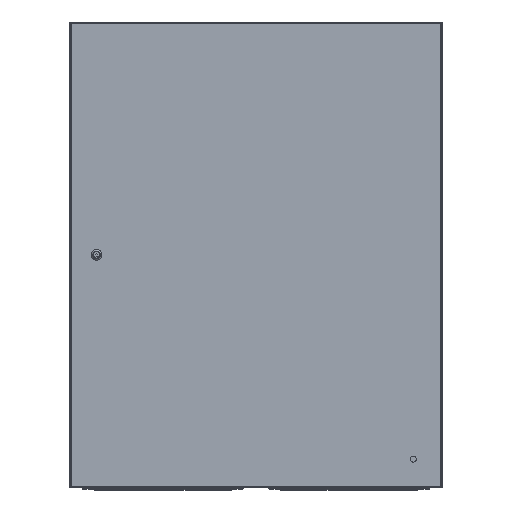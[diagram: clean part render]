
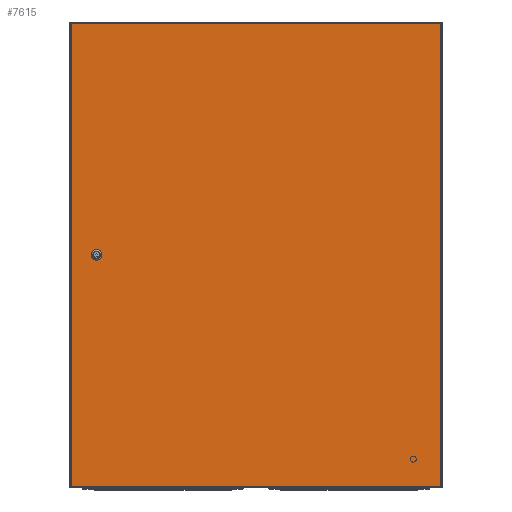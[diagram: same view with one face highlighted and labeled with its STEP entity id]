
A CAD part, top view. The second image highlights one B-rep face of the part: STEP entity #7615.
In plain terms, the highlighted planar face has unit normal (0, 0, 1).
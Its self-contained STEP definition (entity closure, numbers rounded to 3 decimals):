
#1603 = LINE ( 'NONE', #15494, #32921 ) ;
#2408 = ORIENTED_EDGE ( 'NONE', *, *, #11768, .T. ) ;
#2500 = CARTESIAN_POINT ( 'NONE',  ( -354., 0., 0. ) ) ;
#3220 = ORIENTED_EDGE ( 'NONE', *, *, #28015, .F. ) ;
#3767 = VECTOR ( 'NONE', #18874, 1000. ) ;
#4070 = EDGE_LOOP ( 'NONE', ( #8995, #3220 ) ) ;
#5643 = CIRCLE ( 'NONE', #39529, 11.5 ) ;
#5683 = ORIENTED_EDGE ( 'NONE', *, *, #40689, .T. ) ;
#6069 = CARTESIAN_POINT ( 'NONE',  ( 397.5, 498.5, 0. ) ) ;
#6623 = AXIS2_PLACEMENT_3D ( 'NONE', #15522, #35217, #22668 ) ;
#7615 = ADVANCED_FACE ( 'NONE', ( #9888, #10531 ), #19424, .T. ) ;
#7877 = CARTESIAN_POINT ( 'NONE',  ( -397.5, -498.5, 0. ) ) ;
#8995 = ORIENTED_EDGE ( 'NONE', *, *, #22071, .F. ) ;
#9631 = DIRECTION ( 'NONE',  ( 1., 0., 0. ) ) ;
#9888 = FACE_BOUND ( 'NONE', #4070, .T. ) ;
#10531 = FACE_OUTER_BOUND ( 'NONE', #24036, .T. ) ;
#11768 = EDGE_CURVE ( 'NONE', #30977, #24083, #12014, .T. ) ;
#12014 = LINE ( 'NONE', #42112, #21340 ) ;
#13408 = DIRECTION ( 'NONE',  ( 1., 0., 0. ) ) ;
#14085 = LINE ( 'NONE', #20809, #40425 ) ;
#15494 = CARTESIAN_POINT ( 'NONE',  ( -397.5, 498.5, 0. ) ) ;
#15522 = CARTESIAN_POINT ( 'NONE',  ( -342.5, 0., 0. ) ) ;
#17339 = DIRECTION ( 'NONE',  ( 0., 1., 0. ) ) ;
#18308 = CARTESIAN_POINT ( 'NONE',  ( -397.5, 498.5, 0. ) ) ;
#18874 = DIRECTION ( 'NONE',  ( -1., 0., 0. ) ) ;
#19424 = PLANE ( 'NONE',  #28836 ) ;
#20571 = EDGE_CURVE ( 'NONE', #24083, #23091, #14085, .T. ) ;
#20809 = CARTESIAN_POINT ( 'NONE',  ( 397.5, 498.5, 0. ) ) ;
#21204 = VERTEX_POINT ( 'NONE', #2500 ) ;
#21340 = VECTOR ( 'NONE', #9631, 1000. ) ;
#22071 = EDGE_CURVE ( 'NONE', #22604, #21204, #5643, .T. ) ;
#22604 = VERTEX_POINT ( 'NONE', #26789 ) ;
#22668 = DIRECTION ( 'NONE',  ( 1., 0., 0. ) ) ;
#22748 = CARTESIAN_POINT ( 'NONE',  ( -342.5, 0., 0. ) ) ;
#23091 = VERTEX_POINT ( 'NONE', #6069 ) ;
#23110 = DIRECTION ( 'NONE',  ( 1., 0., 0. ) ) ;
#23907 = CARTESIAN_POINT ( 'NONE',  ( 397.5, -498.5, 0. ) ) ;
#24036 = EDGE_LOOP ( 'NONE', ( #5683, #2408, #29528, #37077 ) ) ;
#24083 = VERTEX_POINT ( 'NONE', #23907 ) ;
#26789 = CARTESIAN_POINT ( 'NONE',  ( -331., 0., 0. ) ) ;
#26992 = EDGE_CURVE ( 'NONE', #23091, #40664, #38344, .T. ) ;
#28015 = EDGE_CURVE ( 'NONE', #21204, #22604, #30148, .T. ) ;
#28712 = DIRECTION ( 'NONE',  ( 0., -1., 0. ) ) ;
#28836 = AXIS2_PLACEMENT_3D ( 'NONE', #33271, #30033, #23110 ) ;
#29232 = DIRECTION ( 'NONE',  ( 0., 0., 1. ) ) ;
#29528 = ORIENTED_EDGE ( 'NONE', *, *, #20571, .T. ) ;
#30033 = DIRECTION ( 'NONE',  ( 0., 0., 1. ) ) ;
#30148 = CIRCLE ( 'NONE', #6623, 11.5 ) ;
#30977 = VERTEX_POINT ( 'NONE', #7877 ) ;
#32921 = VECTOR ( 'NONE', #28712, 1000. ) ;
#33271 = CARTESIAN_POINT ( 'NONE',  ( 0., 0., 0. ) ) ;
#34884 = CARTESIAN_POINT ( 'NONE',  ( -397.5, 498.5, 0. ) ) ;
#35217 = DIRECTION ( 'NONE',  ( 0., 0., 1. ) ) ;
#37077 = ORIENTED_EDGE ( 'NONE', *, *, #26992, .T. ) ;
#38344 = LINE ( 'NONE', #34884, #3767 ) ;
#39529 = AXIS2_PLACEMENT_3D ( 'NONE', #22748, #29232, #13408 ) ;
#40425 = VECTOR ( 'NONE', #17339, 1000. ) ;
#40664 = VERTEX_POINT ( 'NONE', #18308 ) ;
#40689 = EDGE_CURVE ( 'NONE', #40664, #30977, #1603, .T. ) ;
#42112 = CARTESIAN_POINT ( 'NONE',  ( -397.5, -498.5, 0. ) ) ;
